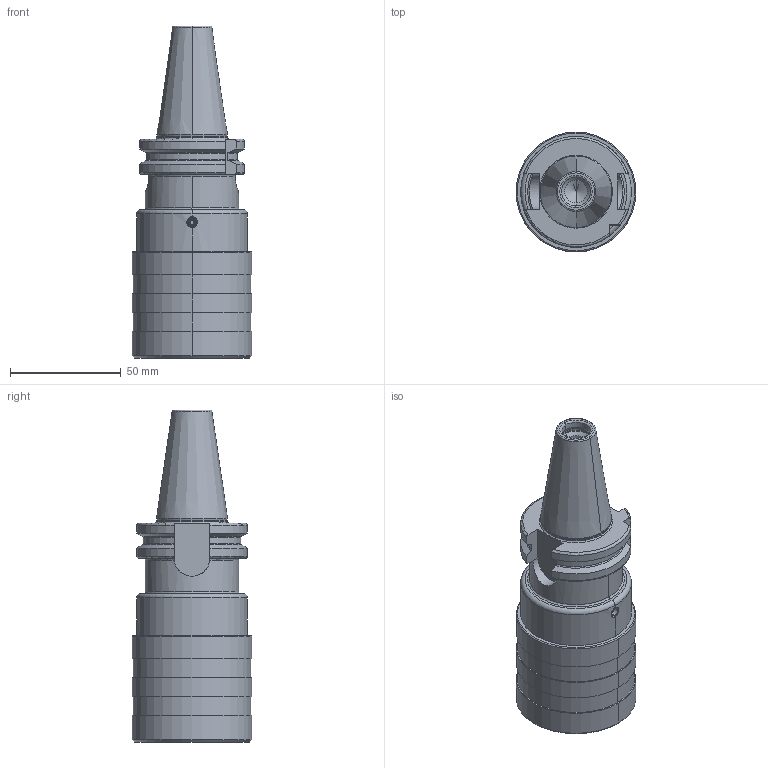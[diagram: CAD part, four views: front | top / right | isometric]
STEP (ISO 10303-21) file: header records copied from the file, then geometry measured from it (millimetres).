
FILE_DESCRIPTION((''),'2;1');
FILE_NAME('302_16_20','2020-10-07T',('104091'),(''),'CREO PARAMETRIC BY PTC INC, 2016260','CREO PARAMETRIC BY PTC INC, 2016260','');
FILE_SCHEMA(('CONFIG_CONTROL_DESIGN'));
Length unit declared in the file: millimetre
Products named in the file (1): 302_16_20
Bounding box: 54 x 54 x 149.8 mm (x, y, z)
Volume: 178853.8 mm3; surface area: 49563.4 mm2
Topology: 1 solids, 1 shells, 191 faces, 463 edges, 283 vertices
Faces by surface type: cylinder 55, plane 54, cone 38, torus 38, sphere 6
Entity records: 6105 total; most frequent: CARTESIAN_POINT 1630, DIRECTION 968, ORIENTED_EDGE 906, EDGE_CURVE 453, AXIS2_PLACEMENT_3D 404, VERTEX_POINT 283, EDGE_LOOP 210, CIRCLE 210
